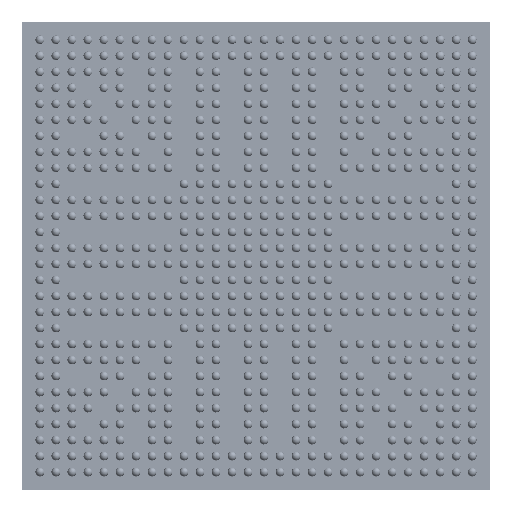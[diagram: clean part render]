
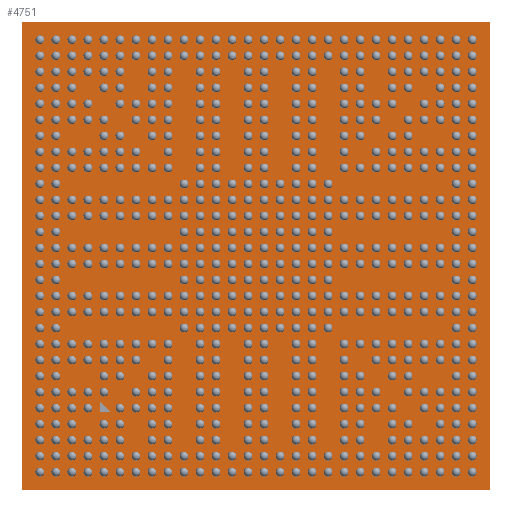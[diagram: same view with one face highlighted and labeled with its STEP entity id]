
A CAD part, front view. The second image highlights one B-rep face of the part: STEP entity #4751.
In plain terms, the highlighted planar face has unit normal (0, -1, 0).
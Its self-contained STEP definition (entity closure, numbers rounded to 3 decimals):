
#82 = EDGE_CURVE ( 'NONE', #5970, #3310, #3506, .T. ) ;
#165 = DIRECTION ( 'NONE',  ( 0., 0., -1. ) ) ;
#212 = CARTESIAN_POINT ( 'NONE',  ( 0., 0.3, 0. ) ) ;
#222 = EDGE_LOOP ( 'NONE', ( #724, #5837, #2271 ) ) ;
#297 = VERTEX_POINT ( 'NONE', #5775 ) ;
#336 = LINE ( 'NONE', #2586, #4206 ) ;
#347 = ORIENTED_EDGE ( 'NONE', *, *, #4932, .F. ) ;
#353 = DIRECTION ( 'NONE',  ( -0.707, 0., 0.707 ) ) ;
#409 = LINE ( 'NONE', #3175, #1733 ) ;
#481 = CARTESIAN_POINT ( 'NONE',  ( -5.917, 0.3, -6.317 ) ) ;
#724 = ORIENTED_EDGE ( 'NONE', *, *, #4923, .F. ) ;
#739 = VERTEX_POINT ( 'NONE', #481 ) ;
#763 = VERTEX_POINT ( 'NONE', #2105 ) ;
#830 = EDGE_CURVE ( 'NONE', #763, #739, #1483, .T. ) ;
#929 = CARTESIAN_POINT ( 'NONE',  ( -6.317, 0.3, -6.317 ) ) ;
#1000 = VECTOR ( 'NONE', #165, 1000. ) ;
#1382 = FACE_OUTER_BOUND ( 'NONE', #3963, .T. ) ;
#1417 = LINE ( 'NONE', #3670, #2803 ) ;
#1454 = CARTESIAN_POINT ( 'NONE',  ( -9.5, 0.3, -9.5 ) ) ;
#1483 = LINE ( 'NONE', #929, #1946 ) ;
#1493 = FACE_BOUND ( 'NONE', #222, .T. ) ;
#1563 = DIRECTION ( 'NONE',  ( 1., 0., 0. ) ) ;
#1595 = DIRECTION ( 'NONE',  ( 1., 0., 0. ) ) ;
#1733 = VECTOR ( 'NONE', #4856, 1000. ) ;
#1946 = VECTOR ( 'NONE', #1595, 1000. ) ;
#2078 = DIRECTION ( 'NONE',  ( 0., 0., -1. ) ) ;
#2105 = CARTESIAN_POINT ( 'NONE',  ( -6.317, 0.3, -6.317 ) ) ;
#2271 = ORIENTED_EDGE ( 'NONE', *, *, #4996, .F. ) ;
#2586 = CARTESIAN_POINT ( 'NONE',  ( 9.5, 0.3, -9.5 ) ) ;
#2783 = VECTOR ( 'NONE', #2078, 1000. ) ;
#2803 = VECTOR ( 'NONE', #353, 1000. ) ;
#3027 = AXIS2_PLACEMENT_3D ( 'NONE', #212, #5860, #3619 ) ;
#3175 = CARTESIAN_POINT ( 'NONE',  ( -9.5, 0.3, -9.5 ) ) ;
#3259 = VECTOR ( 'NONE', #1563, 1000. ) ;
#3310 = VERTEX_POINT ( 'NONE', #4780 ) ;
#3506 = LINE ( 'NONE', #4053, #1000 ) ;
#3619 = DIRECTION ( 'NONE',  ( 0., 0., 1. ) ) ;
#3628 = PLANE ( 'NONE',  #3027 ) ;
#3670 = CARTESIAN_POINT ( 'NONE',  ( -6.317, 0.3, -5.917 ) ) ;
#3724 = DIRECTION ( 'NONE',  ( -1., 0., 0. ) ) ;
#3844 = ORIENTED_EDGE ( 'NONE', *, *, #5341, .F. ) ;
#3915 = LINE ( 'NONE', #5457, #3259 ) ;
#3963 = EDGE_LOOP ( 'NONE', ( #5954, #3844, #5876, #347 ) ) ;
#4053 = CARTESIAN_POINT ( 'NONE',  ( 9.5, 0.3, 9.5 ) ) ;
#4206 = VECTOR ( 'NONE', #3724, 1000. ) ;
#4212 = EDGE_CURVE ( 'NONE', #4555, #297, #409, .T. ) ;
#4555 = VERTEX_POINT ( 'NONE', #1454 ) ;
#4589 = CARTESIAN_POINT ( 'NONE',  ( 9.5, 0.3, 9.5 ) ) ;
#4607 = VERTEX_POINT ( 'NONE', #5822 ) ;
#4751 = ADVANCED_FACE ( 'NONE', ( #1493, #1382 ), #3628, .F. ) ;
#4780 = CARTESIAN_POINT ( 'NONE',  ( 9.5, 0.3, -9.5 ) ) ;
#4856 = DIRECTION ( 'NONE',  ( 0., 0., 1. ) ) ;
#4923 = EDGE_CURVE ( 'NONE', #739, #4607, #1417, .T. ) ;
#4932 = EDGE_CURVE ( 'NONE', #3310, #4555, #336, .T. ) ;
#4996 = EDGE_CURVE ( 'NONE', #4607, #763, #6283, .T. ) ;
#5341 = EDGE_CURVE ( 'NONE', #297, #5970, #3915, .T. ) ;
#5457 = CARTESIAN_POINT ( 'NONE',  ( -9.5, 0.3, 9.5 ) ) ;
#5775 = CARTESIAN_POINT ( 'NONE',  ( -9.5, 0.3, 9.5 ) ) ;
#5822 = CARTESIAN_POINT ( 'NONE',  ( -6.317, 0.3, -5.917 ) ) ;
#5837 = ORIENTED_EDGE ( 'NONE', *, *, #830, .F. ) ;
#5860 = DIRECTION ( 'NONE',  ( 0., 1., 0. ) ) ;
#5876 = ORIENTED_EDGE ( 'NONE', *, *, #4212, .F. ) ;
#5954 = ORIENTED_EDGE ( 'NONE', *, *, #82, .F. ) ;
#5970 = VERTEX_POINT ( 'NONE', #4589 ) ;
#6283 = LINE ( 'NONE', #6621, #2783 ) ;
#6621 = CARTESIAN_POINT ( 'NONE',  ( -6.317, 0.3, -6.317 ) ) ;
